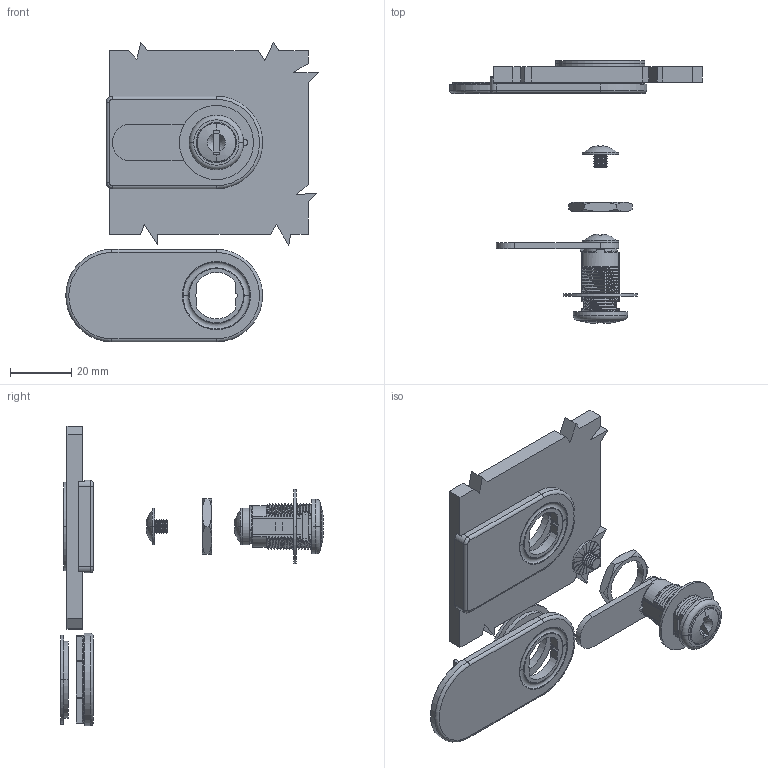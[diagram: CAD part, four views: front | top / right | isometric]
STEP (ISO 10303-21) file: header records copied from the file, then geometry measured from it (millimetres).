
FILE_DESCRIPTION (( 'STEP AP214' ), '1' );
FILE_NAME ('2650-g1.STEP', '2025-12-08T09:42:00', ( '' ), ( '' ), 'SwSTEP 2.0', 'SolidWorks 2024', '' );
FILE_SCHEMA (( 'AUTOMOTIVE_DESIGN' ));
Length unit declared in the file: millimetre
Products named in the file (25): VETRO_1; M15_1620_ASM_ASM; PRT0002; O260CSB_ASM; PRT0015; PRT0004; GHIERA; O260CB_ASM; PRT0010; G2_ASM; PRT0008; PRT0016; PIASTRE-VETRO_ASM; CIL-INT; PRT0017; M15_1620_ASM1_STP_1_ASM; PRT0009_1; PRT0013; PRT0014; 2650-g1; O260SB_1_ASM; 21DAESA51_1; ASM0001_ASM; PRT0009; PRT0003
Assembly tree (25 placements, depth 6):
  2650-g1
    PIASTRE-VETRO_ASM
      O260CSB_ASM
        O260SB_1_ASM
          PRT0009
          PRT0014
        GHIERA
        VETRO_1
      O260CB_ASM
        PRT0008
        PRT0002
        GHIERA
    M15_1620_ASM1_STP_1_ASM
      G2_ASM
        M15_1620_ASM_ASM
          ASM0001_ASM
            PRT0004
            PRT0003
            PRT0013
            PRT0015
            PRT0010
            PRT0017
        CIL-INT
        PRT0009_1
        21DAESA51_1
        PRT0016
Bounding box: 82.47 x 85.85 x 97.88 mm (x, y, z)
Volume: 30506.3 mm3; surface area: 31541 mm2
Topology: 17 solids, 17 shells, 994 faces, 2802 edges, 1886 vertices
Faces by surface type: plane 471, cylinder 239, bspline 183, cone 61, torus 34, sphere 6
Entity records: 38216 total; most frequent: CARTESIAN_POINT 13468, ORIENTED_EDGE 5568, DIRECTION 4180, EDGE_CURVE 2784, VERTEX_POINT 1874, AXIS2_PLACEMENT_3D 1396, LINE 1388, VECTOR 1388
